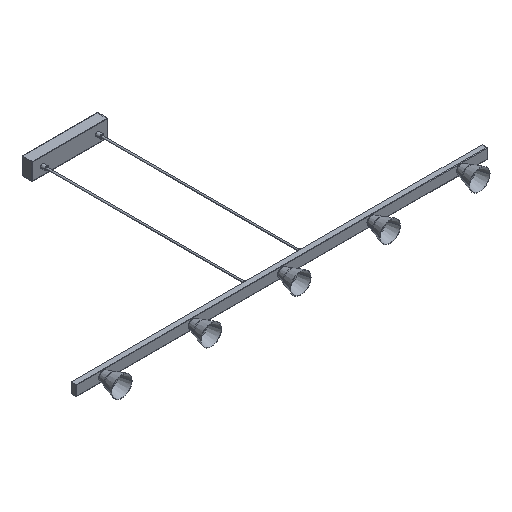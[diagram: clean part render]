
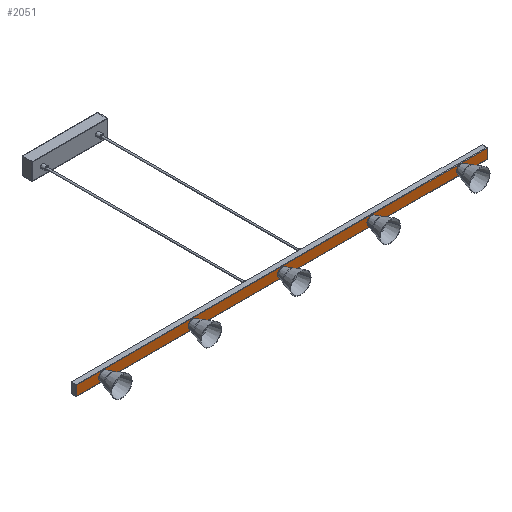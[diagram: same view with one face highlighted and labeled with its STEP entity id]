
A CAD part, isometric view. The second image highlights one B-rep face of the part: STEP entity #2051.
In plain terms, the highlighted planar face has unit normal (0, -1, 0).
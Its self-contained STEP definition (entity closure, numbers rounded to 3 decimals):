
#1506=DIRECTION('',(0.,0.,1.));
#1507=VECTOR('',#1506,28.);
#1508=CARTESIAN_POINT('',(596.5,0.,-14.));
#1509=LINE('',#1508,#1507);
#1510=DIRECTION('',(1.,0.,0.));
#1511=VECTOR('',#1510,1193.);
#1512=CARTESIAN_POINT('',(-596.5,0.,-14.));
#1513=LINE('',#1512,#1511);
#1514=DIRECTION('',(0.,0.,-1.));
#1515=VECTOR('',#1514,28.);
#1516=CARTESIAN_POINT('',(-596.5,0.,14.));
#1517=LINE('',#1516,#1515);
#1518=DIRECTION('',(-1.,0.,0.));
#1519=VECTOR('',#1518,1193.);
#1520=CARTESIAN_POINT('',(596.5,0.,14.));
#1521=LINE('',#1520,#1519);
#1522=CARTESIAN_POINT('',(0.,0.,0.));
#1523=DIRECTION('',(0.,-1.,0.));
#1524=DIRECTION('',(1.,0.,0.));
#1525=AXIS2_PLACEMENT_3D('',#1522,#1523,#1524);
#1527=CARTESIAN_POINT('',(0.,0.,0.));
#1528=DIRECTION('',(0.,-1.,0.));
#1529=DIRECTION('',(-1.,0.,0.));
#1530=AXIS2_PLACEMENT_3D('',#1527,#1528,#1529);
#1532=CARTESIAN_POINT('',(260.,0.,0.));
#1533=DIRECTION('',(0.,-1.,0.));
#1534=DIRECTION('',(1.,0.,0.));
#1535=AXIS2_PLACEMENT_3D('',#1532,#1533,#1534);
#1537=CARTESIAN_POINT('',(260.,0.,0.));
#1538=DIRECTION('',(0.,-1.,0.));
#1539=DIRECTION('',(-1.,0.,0.));
#1540=AXIS2_PLACEMENT_3D('',#1537,#1538,#1539);
#1542=CARTESIAN_POINT('',(520.,0.,0.));
#1543=DIRECTION('',(0.,-1.,0.));
#1544=DIRECTION('',(1.,0.,0.));
#1545=AXIS2_PLACEMENT_3D('',#1542,#1543,#1544);
#1547=CARTESIAN_POINT('',(520.,0.,0.));
#1548=DIRECTION('',(0.,-1.,0.));
#1549=DIRECTION('',(-1.,0.,0.));
#1550=AXIS2_PLACEMENT_3D('',#1547,#1548,#1549);
#1552=CARTESIAN_POINT('',(-260.,0.,0.));
#1553=DIRECTION('',(0.,-1.,0.));
#1554=DIRECTION('',(1.,0.,0.));
#1555=AXIS2_PLACEMENT_3D('',#1552,#1553,#1554);
#1557=CARTESIAN_POINT('',(-260.,0.,0.));
#1558=DIRECTION('',(0.,-1.,0.));
#1559=DIRECTION('',(-1.,0.,0.));
#1560=AXIS2_PLACEMENT_3D('',#1557,#1558,#1559);
#1562=CARTESIAN_POINT('',(-520.,0.,0.));
#1563=DIRECTION('',(0.,-1.,0.));
#1564=DIRECTION('',(1.,0.,0.));
#1565=AXIS2_PLACEMENT_3D('',#1562,#1563,#1564);
#1567=CARTESIAN_POINT('',(-520.,0.,0.));
#1568=DIRECTION('',(0.,-1.,0.));
#1569=DIRECTION('',(-1.,0.,0.));
#1570=AXIS2_PLACEMENT_3D('',#1567,#1568,#1569);
#1926=CARTESIAN_POINT('',(596.5,0.,-14.));
#1927=CARTESIAN_POINT('',(596.5,0.,14.));
#1928=VERTEX_POINT('',#1926);
#1929=VERTEX_POINT('',#1927);
#1938=CARTESIAN_POINT('',(-596.5,0.,-14.));
#1939=VERTEX_POINT('',#1938);
#1944=CARTESIAN_POINT('',(-596.5,0.,14.));
#1945=VERTEX_POINT('',#1944);
#1986=CARTESIAN_POINT('',(5.,0.,0.));
#1987=CARTESIAN_POINT('',(-5.,0.,0.));
#1988=VERTEX_POINT('',#1986);
#1989=VERTEX_POINT('',#1987);
#1990=CARTESIAN_POINT('',(265.,0.,0.));
#1991=CARTESIAN_POINT('',(255.,0.,0.));
#1992=VERTEX_POINT('',#1990);
#1993=VERTEX_POINT('',#1991);
#1994=CARTESIAN_POINT('',(525.,0.,0.));
#1995=CARTESIAN_POINT('',(515.,0.,0.));
#1996=VERTEX_POINT('',#1994);
#1997=VERTEX_POINT('',#1995);
#1998=CARTESIAN_POINT('',(-255.,0.,0.));
#1999=CARTESIAN_POINT('',(-265.,0.,0.));
#2000=VERTEX_POINT('',#1998);
#2001=VERTEX_POINT('',#1999);
#2002=CARTESIAN_POINT('',(-515.,0.,0.));
#2003=CARTESIAN_POINT('',(-525.,0.,0.));
#2004=VERTEX_POINT('',#2002);
#2005=VERTEX_POINT('',#2003);
#2006=CARTESIAN_POINT('',(0.,0.,0.));
#2007=DIRECTION('',(0.,1.,0.));
#2008=DIRECTION('',(1.,0.,0.));
#2009=AXIS2_PLACEMENT_3D('',#2006,#2007,#2008);
#2010=PLANE('',#2009);
#2012=ORIENTED_EDGE('',*,*,#2011,.F.);
#2014=ORIENTED_EDGE('',*,*,#2013,.F.);
#2016=ORIENTED_EDGE('',*,*,#2015,.F.);
#2018=ORIENTED_EDGE('',*,*,#2017,.F.);
#2019=EDGE_LOOP('',(#2012,#2014,#2016,#2018));
#2020=FACE_OUTER_BOUND('',#2019,.F.);
#2022=ORIENTED_EDGE('',*,*,#2021,.T.);
#2024=ORIENTED_EDGE('',*,*,#2023,.T.);
#2025=EDGE_LOOP('',(#2022,#2024));
#2026=FACE_BOUND('',#2025,.F.);
#2028=ORIENTED_EDGE('',*,*,#2027,.T.);
#2030=ORIENTED_EDGE('',*,*,#2029,.T.);
#2031=EDGE_LOOP('',(#2028,#2030));
#2032=FACE_BOUND('',#2031,.F.);
#2034=ORIENTED_EDGE('',*,*,#2033,.T.);
#2036=ORIENTED_EDGE('',*,*,#2035,.T.);
#2037=EDGE_LOOP('',(#2034,#2036));
#2038=FACE_BOUND('',#2037,.F.);
#2040=ORIENTED_EDGE('',*,*,#2039,.T.);
#2042=ORIENTED_EDGE('',*,*,#2041,.T.);
#2043=EDGE_LOOP('',(#2040,#2042));
#2044=FACE_BOUND('',#2043,.F.);
#2046=ORIENTED_EDGE('',*,*,#2045,.T.);
#2048=ORIENTED_EDGE('',*,*,#2047,.T.);
#2049=EDGE_LOOP('',(#2046,#2048));
#2050=FACE_BOUND('',#2049,.F.);
#2051=ADVANCED_FACE('',(#2020,#2026,#2032,#2038,#2044,#2050),#2010,.F.);
#1526=CIRCLE('',#1525,5.);
#1531=CIRCLE('',#1530,5.);
#1536=CIRCLE('',#1535,5.);
#1541=CIRCLE('',#1540,5.);
#1546=CIRCLE('',#1545,5.);
#1551=CIRCLE('',#1550,5.);
#1556=CIRCLE('',#1555,5.);
#1561=CIRCLE('',#1560,5.);
#1566=CIRCLE('',#1565,5.);
#1571=CIRCLE('',#1570,5.);
#2011=EDGE_CURVE('',#1928,#1929,#1509,.T.);
#2013=EDGE_CURVE('',#1939,#1928,#1513,.T.);
#2015=EDGE_CURVE('',#1945,#1939,#1517,.T.);
#2017=EDGE_CURVE('',#1929,#1945,#1521,.T.);
#2021=EDGE_CURVE('',#1988,#1989,#1526,.T.);
#2023=EDGE_CURVE('',#1989,#1988,#1531,.T.);
#2027=EDGE_CURVE('',#1992,#1993,#1536,.T.);
#2029=EDGE_CURVE('',#1993,#1992,#1541,.T.);
#2033=EDGE_CURVE('',#1996,#1997,#1546,.T.);
#2035=EDGE_CURVE('',#1997,#1996,#1551,.T.);
#2039=EDGE_CURVE('',#2000,#2001,#1556,.T.);
#2041=EDGE_CURVE('',#2001,#2000,#1561,.T.);
#2045=EDGE_CURVE('',#2004,#2005,#1566,.T.);
#2047=EDGE_CURVE('',#2005,#2004,#1571,.T.);
